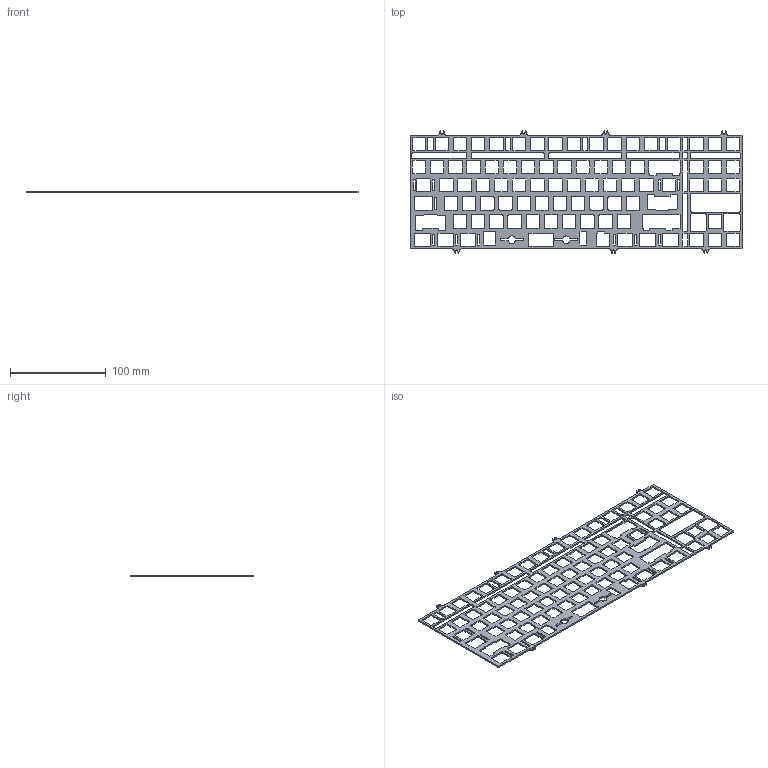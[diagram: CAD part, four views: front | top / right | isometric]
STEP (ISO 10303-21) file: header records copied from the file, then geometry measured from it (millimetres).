
FILE_DESCRIPTION(/* description */ (''),/* implementation_level */ '2;1');
FILE_NAME(/* name */ 'Plate.step',/* time_stamp */ '2021-04-21T22:55:11+03:00',/* author */ (''),/* organization */ (''),/* preprocessor_version */ 'ST-DEVELOPER v18.1',/* originating_system */ 'Autodesk Translation Framework v10.6.0.1341',/* authorisation */ '');
FILE_SCHEMA (('AUTOMOTIVE_DESIGN { 1 0 10303 214 3 1 1 }'));
Length unit declared in the file: millimetre
Products named in the file (1): FusionComponent
Bounding box: 347.66 x 127.86 x 1.6 mm (x, y, z)
Volume: 28164.7 mm3; surface area: 48009.7 mm2
Topology: 1 solids, 1 shells, 1118 faces, 3348 edges, 2232 vertices
Faces by surface type: cylinder 567, plane 551
Entity records: 38495 total; most frequent: DIRECTION 6720, CARTESIAN_POINT 6699, ORIENTED_EDGE 6696, EDGE_CURVE 3348, AXIS2_PLACEMENT_3D 2253, VERTEX_POINT 2232, LINE 2214, VECTOR 2214
